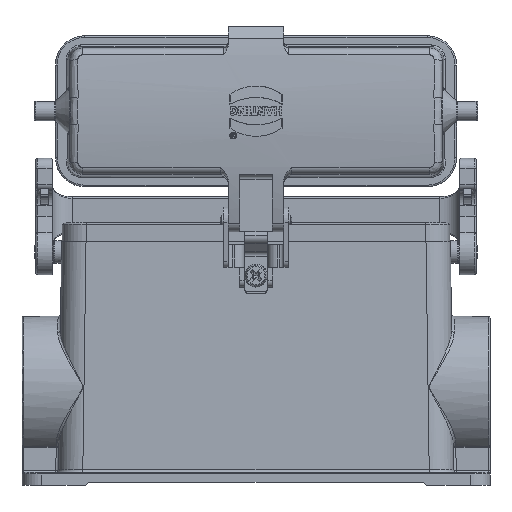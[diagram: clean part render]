
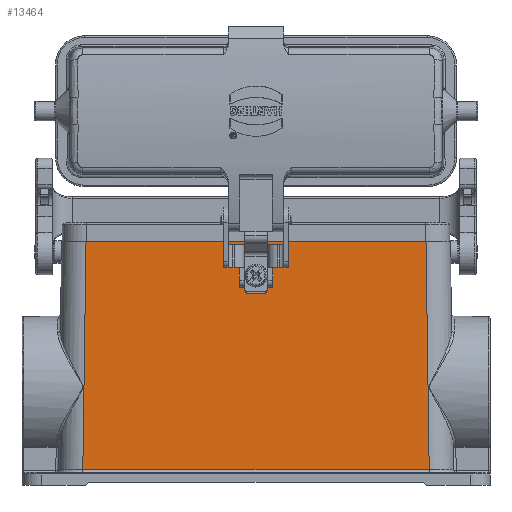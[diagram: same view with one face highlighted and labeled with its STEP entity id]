
A CAD part, front view. The second image highlights one B-rep face of the part: STEP entity #13464.
In plain terms, the highlighted planar face has unit normal (0, -1, 0.011).
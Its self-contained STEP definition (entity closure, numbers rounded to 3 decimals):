
#13263=CARTESIAN_POINT('',(0.,-22.3,-65.25));
#13264=DIRECTION('',(0.,-1.,0.011));
#13265=DIRECTION('',(0.0,-0.011,-1.));
#13266=AXIS2_PLACEMENT_3D('',#13263,#13264,#13265);
#13267=PLANE('',#13266);
#13268=CARTESIAN_POINT('',(-1.75,-21.514,4.449));
#13269=VERTEX_POINT('',#13268);
#13270=CARTESIAN_POINT('',(-1.75,-21.511,4.749));
#13271=VERTEX_POINT('',#13270);
#13272=CARTESIAN_POINT('',(-1.75,-21.514,4.449));
#13273=DIRECTION('',(0.0,0.011,1.));
#13274=VECTOR('',#13273,0.3);
#13275=LINE('',#13272,#13274);
#13276=EDGE_CURVE('',#13269,#13271,#13275,.T.);
#13277=ORIENTED_EDGE('',*,*,#13276,.F.);
#13278=CARTESIAN_POINT('',(-1.6,-21.514,4.449));
#13279=VERTEX_POINT('',#13278);
#13280=CARTESIAN_POINT('',(-1.6,-21.514,4.449));
#13281=DIRECTION('',(-1.0,0.0,0.0));
#13282=VECTOR('',#13281,0.15);
#13283=LINE('',#13280,#13282);
#13284=EDGE_CURVE('',#13279,#13269,#13283,.T.);
#13285=ORIENTED_EDGE('',*,*,#13284,.F.);
#13286=CARTESIAN_POINT('',(-1.6,-21.5,5.7));
#13287=VERTEX_POINT('',#13286);
#13288=CARTESIAN_POINT('',(-1.6,-21.5,5.7));
#13289=DIRECTION('',(0.0,-0.011,-1.));
#13290=VECTOR('',#13289,1.251);
#13291=LINE('',#13288,#13290);
#13292=EDGE_CURVE('',#13287,#13279,#13291,.T.);
#13293=ORIENTED_EDGE('',*,*,#13292,.F.);
#13294=CARTESIAN_POINT('',(-52.3,-21.5,5.7));
#13295=VERTEX_POINT('',#13294);
#13296=CARTESIAN_POINT('',(-52.3,-21.5,5.7));
#13297=DIRECTION('',(1.0,0.0,0.0));
#13298=VECTOR('',#13297,50.7);
#13299=LINE('',#13296,#13298);
#13300=EDGE_CURVE('',#13295,#13287,#13299,.T.);
#13301=ORIENTED_EDGE('',*,*,#13300,.F.);
#13302=CARTESIAN_POINT('',(-53.289,-22.291,-64.459));
#13303=VERTEX_POINT('',#13302);
#13304=CARTESIAN_POINT('',(-52.3,-21.5,5.7));
#13305=DIRECTION('',(-0.014,-0.011,-1.));
#13306=VECTOR('',#13305,70.17);
#13307=LINE('',#13304,#13306);
#13308=EDGE_CURVE('',#13295,#13303,#13307,.T.);
#13309=ORIENTED_EDGE('',*,*,#13308,.T.);
#13310=CARTESIAN_POINT('',(53.289,-22.291,-64.459));
#13311=VERTEX_POINT('',#13310);
#13312=CARTESIAN_POINT('',(-53.289,-22.291,-64.459));
#13313=DIRECTION('',(1.0,0.0,0.0));
#13314=VECTOR('',#13313,106.579);
#13315=LINE('',#13312,#13314);
#13316=EDGE_CURVE('',#13303,#13311,#13315,.T.);
#13317=ORIENTED_EDGE('',*,*,#13316,.T.);
#13318=CARTESIAN_POINT('',(52.3,-21.5,5.7));
#13319=VERTEX_POINT('',#13318);
#13320=CARTESIAN_POINT('',(53.289,-22.291,-64.459));
#13321=DIRECTION('',(-0.014,0.011,1.));
#13322=VECTOR('',#13321,70.17);
#13323=LINE('',#13320,#13322);
#13324=EDGE_CURVE('',#13311,#13319,#13323,.T.);
#13325=ORIENTED_EDGE('',*,*,#13324,.T.);
#13326=CARTESIAN_POINT('',(1.6,-21.5,5.7));
#13327=VERTEX_POINT('',#13326);
#13328=CARTESIAN_POINT('',(1.6,-21.5,5.7));
#13329=DIRECTION('',(1.0,0.0,0.0));
#13330=VECTOR('',#13329,50.7);
#13331=LINE('',#13328,#13330);
#13332=EDGE_CURVE('',#13327,#13319,#13331,.T.);
#13333=ORIENTED_EDGE('',*,*,#13332,.F.);
#13334=CARTESIAN_POINT('',(1.6,-21.514,4.449));
#13335=VERTEX_POINT('',#13334);
#13336=CARTESIAN_POINT('',(1.6,-21.514,4.449));
#13337=DIRECTION('',(0.,0.011,1.));
#13338=VECTOR('',#13337,1.251);
#13339=LINE('',#13336,#13338);
#13340=EDGE_CURVE('',#13335,#13327,#13339,.T.);
#13341=ORIENTED_EDGE('',*,*,#13340,.F.);
#13342=CARTESIAN_POINT('',(1.75,-21.514,4.449));
#13343=VERTEX_POINT('',#13342);
#13344=CARTESIAN_POINT('',(1.75,-21.514,4.449));
#13345=DIRECTION('',(-1.0,0.0,0.0));
#13346=VECTOR('',#13345,0.15);
#13347=LINE('',#13344,#13346);
#13348=EDGE_CURVE('',#13343,#13335,#13347,.T.);
#13349=ORIENTED_EDGE('',*,*,#13348,.F.);
#13350=CARTESIAN_POINT('',(1.75,-21.511,4.749));
#13351=VERTEX_POINT('',#13350);
#13352=CARTESIAN_POINT('',(1.75,-21.511,4.749));
#13353=DIRECTION('',(0.0,-0.011,-1.));
#13354=VECTOR('',#13353,0.3);
#13355=LINE('',#13352,#13354);
#13356=EDGE_CURVE('',#13351,#13343,#13355,.T.);
#13357=ORIENTED_EDGE('',*,*,#13356,.F.);
#13358=CARTESIAN_POINT('',(3.6,-21.511,4.749));
#13359=VERTEX_POINT('',#13358);
#13360=CARTESIAN_POINT('',(3.6,-21.511,4.749));
#13361=DIRECTION('',(-1.0,0.0,0.0));
#13362=VECTOR('',#13361,1.85);
#13363=LINE('',#13360,#13362);
#13364=EDGE_CURVE('',#13359,#13351,#13363,.T.);
#13365=ORIENTED_EDGE('',*,*,#13364,.F.);
#13366=CARTESIAN_POINT('',(3.6,-21.657,-8.25));
#13367=VERTEX_POINT('',#13366);
#13368=CARTESIAN_POINT('',(3.6,-21.511,4.749));
#13369=DIRECTION('',(0.,-0.011,-1.));
#13370=VECTOR('',#13369,13.);
#13371=LINE('',#13368,#13370);
#13372=EDGE_CURVE('',#13359,#13367,#13371,.T.);
#13373=ORIENTED_EDGE('',*,*,#13372,.T.);
#13374=CARTESIAN_POINT('',(3.5,-21.657,-8.25));
#13375=VERTEX_POINT('',#13374);
#13376=CARTESIAN_POINT('',(3.5,-21.657,-8.25));
#13377=DIRECTION('',(1.0,0.0,0.0));
#13378=VECTOR('',#13377,0.1);
#13379=LINE('',#13376,#13378);
#13380=EDGE_CURVE('',#13375,#13367,#13379,.T.);
#13381=ORIENTED_EDGE('',*,*,#13380,.F.);
#13382=CARTESIAN_POINT('',(3.5,-21.669,-9.25));
#13383=VERTEX_POINT('',#13382);
#13384=CARTESIAN_POINT('',(3.5,-21.669,-9.25));
#13385=DIRECTION('',(0.0,0.011,1.));
#13386=VECTOR('',#13385,1.);
#13387=LINE('',#13384,#13386);
#13388=EDGE_CURVE('',#13383,#13375,#13387,.T.);
#13389=ORIENTED_EDGE('',*,*,#13388,.F.);
#13390=CARTESIAN_POINT('',(3.211,-21.674,-9.75));
#13391=VERTEX_POINT('',#13390);
#13392=CARTESIAN_POINT('',(3.211,-21.674,-9.75));
#13393=DIRECTION('',(0.5,0.01,0.866));
#13394=VECTOR('',#13393,0.577);
#13395=LINE('',#13392,#13394);
#13396=EDGE_CURVE('',#13391,#13383,#13395,.T.);
#13397=ORIENTED_EDGE('',*,*,#13396,.F.);
#13398=CARTESIAN_POINT('',(2.345,-21.68,-10.25));
#13399=VERTEX_POINT('',#13398);
#13400=CARTESIAN_POINT('',(2.345,-21.669,-9.25));
#13401=DIRECTION('',(0.,-1.,0.011));
#13402=DIRECTION('',(0.866,-0.006,-0.5));
#13403=AXIS2_PLACEMENT_3D('',#13400,#13401,#13402);
#13404=CIRCLE('',#13403,1.);
#13405=EDGE_CURVE('',#13399,#13391,#13404,.T.);
#13406=ORIENTED_EDGE('',*,*,#13405,.F.);
#13407=CARTESIAN_POINT('',(-2.345,-21.68,-10.25));
#13408=VERTEX_POINT('',#13407);
#13409=CARTESIAN_POINT('',(-2.345,-21.68,-10.25));
#13410=DIRECTION('',(1.0,0.0,0.0));
#13411=VECTOR('',#13410,4.691);
#13412=LINE('',#13409,#13411);
#13413=EDGE_CURVE('',#13408,#13399,#13412,.T.);
#13414=ORIENTED_EDGE('',*,*,#13413,.F.);
#13415=CARTESIAN_POINT('',(-3.211,-21.674,-9.75));
#13416=VERTEX_POINT('',#13415);
#13417=CARTESIAN_POINT('',(-2.345,-21.669,-9.25));
#13418=DIRECTION('',(0.0,-1.,0.011));
#13419=DIRECTION('',(0.0,-0.011,-1.));
#13420=AXIS2_PLACEMENT_3D('',#13417,#13418,#13419);
#13421=CIRCLE('',#13420,1.);
#13422=EDGE_CURVE('',#13416,#13408,#13421,.T.);
#13423=ORIENTED_EDGE('',*,*,#13422,.F.);
#13424=CARTESIAN_POINT('',(-3.5,-21.669,-9.25));
#13425=VERTEX_POINT('',#13424);
#13426=CARTESIAN_POINT('',(-3.5,-21.669,-9.25));
#13427=DIRECTION('',(0.5,-0.01,-0.866));
#13428=VECTOR('',#13427,0.577);
#13429=LINE('',#13426,#13428);
#13430=EDGE_CURVE('',#13425,#13416,#13429,.T.);
#13431=ORIENTED_EDGE('',*,*,#13430,.F.);
#13432=CARTESIAN_POINT('',(-3.5,-21.657,-8.25));
#13433=VERTEX_POINT('',#13432);
#13434=CARTESIAN_POINT('',(-3.5,-21.657,-8.25));
#13435=DIRECTION('',(0.,-0.011,-1.));
#13436=VECTOR('',#13435,1.);
#13437=LINE('',#13434,#13436);
#13438=EDGE_CURVE('',#13433,#13425,#13437,.T.);
#13439=ORIENTED_EDGE('',*,*,#13438,.F.);
#13440=CARTESIAN_POINT('',(-3.6,-21.657,-8.25));
#13441=VERTEX_POINT('',#13440);
#13442=CARTESIAN_POINT('',(-3.6,-21.657,-8.25));
#13443=DIRECTION('',(1.0,0.0,0.0));
#13444=VECTOR('',#13443,0.1);
#13445=LINE('',#13442,#13444);
#13446=EDGE_CURVE('',#13441,#13433,#13445,.T.);
#13447=ORIENTED_EDGE('',*,*,#13446,.F.);
#13448=CARTESIAN_POINT('',(-3.6,-21.511,4.749));
#13449=VERTEX_POINT('',#13448);
#13450=CARTESIAN_POINT('',(-3.6,-21.657,-8.25));
#13451=DIRECTION('',(0.0,0.011,1.));
#13452=VECTOR('',#13451,13.);
#13453=LINE('',#13450,#13452);
#13454=EDGE_CURVE('',#13441,#13449,#13453,.T.);
#13455=ORIENTED_EDGE('',*,*,#13454,.T.);
#13456=CARTESIAN_POINT('',(-1.75,-21.511,4.749));
#13457=DIRECTION('',(-1.0,0.0,0.0));
#13458=VECTOR('',#13457,1.85);
#13459=LINE('',#13456,#13458);
#13460=EDGE_CURVE('',#13271,#13449,#13459,.T.);
#13461=ORIENTED_EDGE('',*,*,#13460,.F.);
#13462=EDGE_LOOP('',(#13277,#13285,#13293,#13301,#13309,#13317,#13325,#13333,#13341,#13349,#13357,#13365,#13373,#13381,#13389,#13397,#13406,#13414,#13423,#13431,#13439,#13447,#13455,#13461));
#13463=FACE_OUTER_BOUND('',#13462,.T.);
#13464=ADVANCED_FACE('',(#13463),#13267,.T.);
